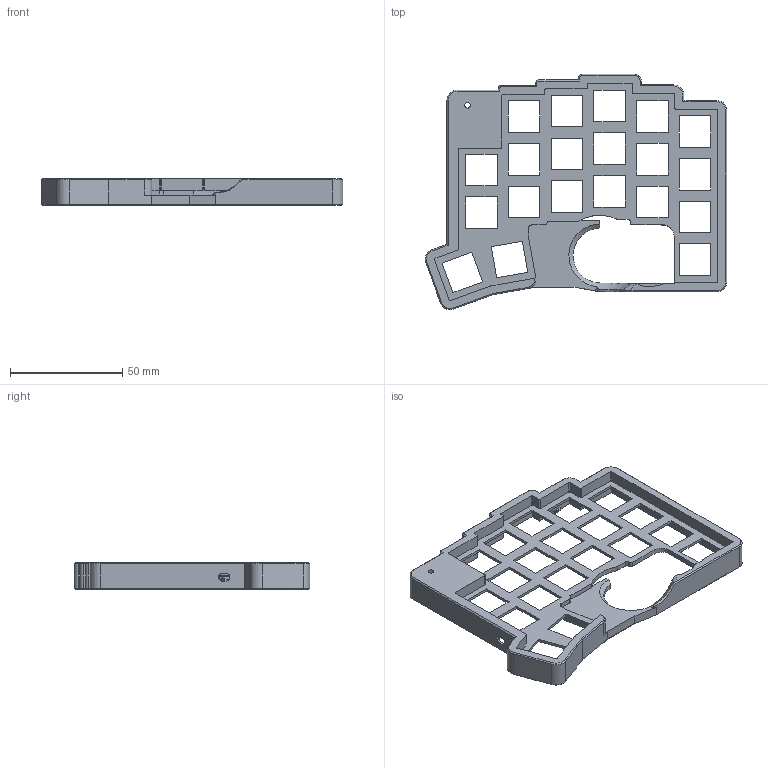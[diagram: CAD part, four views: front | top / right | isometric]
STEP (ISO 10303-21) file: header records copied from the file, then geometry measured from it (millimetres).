
FILE_DESCRIPTION(('HOOPS Exchange Step'),'2;1');
FILE_NAME('top_R_LP.stp','2025-04-06T03:56:12-15:00',('masaki'),('Unknown organisation'),'HOOPS Exchange 2024.2','HOOPS Exchange','Unknown authorisation');
FILE_SCHEMA( ('AP203_CONFIGURATION_CONTROLLED_3D_DESIGN_OF_MECHANICAL_PARTS_AND_ASSEMBLIES_MIM_LF') );
Length unit declared in the file: millimetre
Products named in the file (1): R_top
Bounding box: 134.37 x 104.9 x 12 mm (x, y, z)
Volume: 26760.1 mm3; surface area: 24910.3 mm2
Topology: 1 solids, 1 shells, 359 faces, 1013 edges, 654 vertices
Faces by surface type: plane 256, cylinder 55, cone 24, bspline 21, torus 2, sphere 1
Full cylindrical faces by diameter (mm): 2.5 x1
Entity records: 12935 total; most frequent: CARTESIAN_POINT 3592, ORIENTED_EDGE 2026, DIRECTION 1788, EDGE_CURVE 1013, VECTOR 812, LINE 812, VERTEX_POINT 654, AXIS2_PLACEMENT_3D 488
